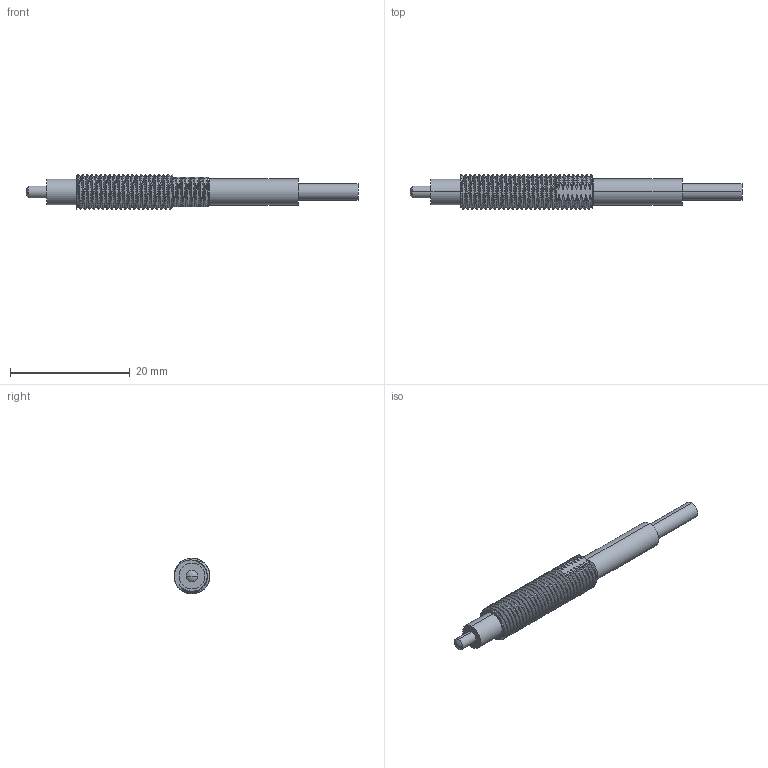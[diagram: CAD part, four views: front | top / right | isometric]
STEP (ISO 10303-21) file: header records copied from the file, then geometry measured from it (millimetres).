
FILE_DESCRIPTION (( 'STEP AP203' ), '1' );
FILE_NAME ('HT-CS067A.STEP', '2020-10-13T01:47:27', ( '' ), ( '' ), 'SwSTEP 2.0', 'SolidWorks 2020', '' );
FILE_SCHEMA (( 'CONFIG_CONTROL_DESIGN' ));
Products named in the file (1): HT-CS067A
Bounding box: 55.5 x 6 x 6 mm (x, y, z)
Volume: 895.8 mm3; surface area: 1058.1 mm2
Topology: 1 solids, 1 shells, 133 faces, 379 edges, 253 vertices
Faces by surface type: cylinder 70, bspline 51, plane 10, sphere 2
Entity records: 74845 total; most frequent: CARTESIAN_POINT 72149, ORIENTED_EDGE 758, EDGE_CURVE 379, DIRECTION 309, VERTEX_POINT 253, EDGE_LOOP 138, ADVANCED_FACE 133, FACE_OUTER_BOUND 133
